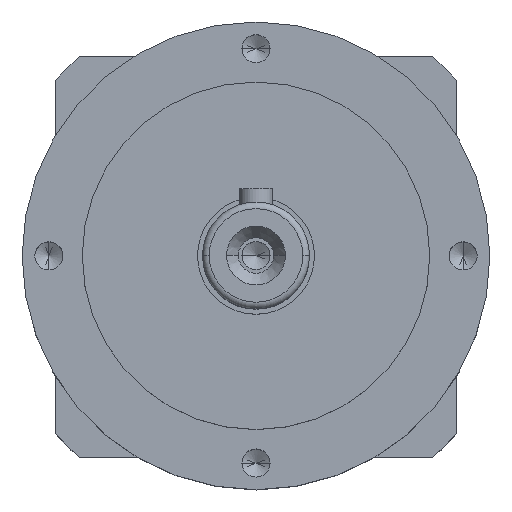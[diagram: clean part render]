
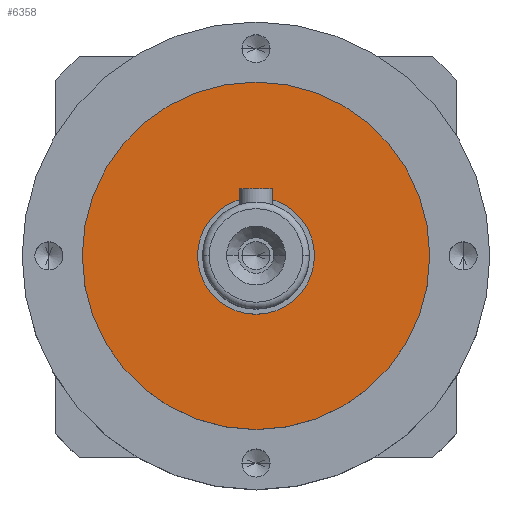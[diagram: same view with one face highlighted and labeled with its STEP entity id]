
A CAD part, top view. The second image highlights one B-rep face of the part: STEP entity #6358.
In plain terms, the highlighted planar face has unit normal (0, 0, 1).
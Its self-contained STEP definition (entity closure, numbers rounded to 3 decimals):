
#185 = ORIENTED_EDGE ( 'NONE', *, *, #318, .F. ) ;
#295 = CARTESIAN_POINT ( 'NONE',  ( 8.75, 0., 47. ) ) ;
#318 = EDGE_CURVE ( 'NONE', #4351, #3927, #5876, .T. ) ;
#762 = CARTESIAN_POINT ( 'NONE',  ( -26., 0., 47. ) ) ;
#873 = CARTESIAN_POINT ( 'NONE',  ( 26., 0., 47. ) ) ;
#1089 = ORIENTED_EDGE ( 'NONE', *, *, #2377, .T. ) ;
#1187 = DIRECTION ( 'NONE',  ( 0., 0., 1. ) ) ;
#1438 = EDGE_CURVE ( 'NONE', #3927, #4351, #3398, .T. ) ;
#1615 = FACE_OUTER_BOUND ( 'NONE', #5181, .T. ) ;
#1700 = DIRECTION ( 'NONE',  ( 1., 0., 0. ) ) ;
#1959 = ORIENTED_EDGE ( 'NONE', *, *, #1438, .F. ) ;
#2294 = VERTEX_POINT ( 'NONE', #873 ) ;
#2377 = EDGE_CURVE ( 'NONE', #3084, #2294, #6458, .T. ) ;
#2402 = DIRECTION ( 'NONE',  ( 1., 0., 0. ) ) ;
#2522 = CARTESIAN_POINT ( 'NONE',  ( -8.75, 0., 47. ) ) ;
#2825 = DIRECTION ( 'NONE',  ( 0., 0., 1. ) ) ;
#3076 = AXIS2_PLACEMENT_3D ( 'NONE', #7393, #7361, #1700 ) ;
#3084 = VERTEX_POINT ( 'NONE', #762 ) ;
#3093 = PLANE ( 'NONE',  #3416 ) ;
#3116 = DIRECTION ( 'NONE',  ( 0., 0., 1. ) ) ;
#3303 = CIRCLE ( 'NONE', #4639, 26. ) ;
#3398 = CIRCLE ( 'NONE', #7217, 8.75 ) ;
#3416 = AXIS2_PLACEMENT_3D ( 'NONE', #6631, #3116, #7226 ) ;
#3927 = VERTEX_POINT ( 'NONE', #295 ) ;
#4031 = CARTESIAN_POINT ( 'NONE',  ( 0., 0., 47. ) ) ;
#4351 = VERTEX_POINT ( 'NONE', #2522 ) ;
#4628 = CARTESIAN_POINT ( 'NONE',  ( 0., 0., 47. ) ) ;
#4639 = AXIS2_PLACEMENT_3D ( 'NONE', #4628, #1187, #5204 ) ;
#4828 = EDGE_CURVE ( 'NONE', #2294, #3084, #3303, .T. ) ;
#4911 = AXIS2_PLACEMENT_3D ( 'NONE', #4031, #2825, #2402 ) ;
#5117 = DIRECTION ( 'NONE',  ( 1., 0., 0. ) ) ;
#5181 = EDGE_LOOP ( 'NONE', ( #1089, #5699 ) ) ;
#5204 = DIRECTION ( 'NONE',  ( 1., 0., 0. ) ) ;
#5452 = EDGE_LOOP ( 'NONE', ( #185, #1959 ) ) ;
#5699 = ORIENTED_EDGE ( 'NONE', *, *, #4828, .T. ) ;
#5876 = CIRCLE ( 'NONE', #3076, 8.75 ) ;
#6201 = FACE_BOUND ( 'NONE', #5452, .T. ) ;
#6358 = ADVANCED_FACE ( 'NONE', ( #6201, #1615 ), #3093, .T. ) ;
#6458 = CIRCLE ( 'NONE', #4911, 26. ) ;
#6631 = CARTESIAN_POINT ( 'NONE',  ( 0., 0., 47. ) ) ;
#6820 = DIRECTION ( 'NONE',  ( 0., 0., 1. ) ) ;
#7217 = AXIS2_PLACEMENT_3D ( 'NONE', #7323, #6820, #5117 ) ;
#7226 = DIRECTION ( 'NONE',  ( 1., 0., 0. ) ) ;
#7323 = CARTESIAN_POINT ( 'NONE',  ( 0., 0., 47. ) ) ;
#7361 = DIRECTION ( 'NONE',  ( 0., 0., 1. ) ) ;
#7393 = CARTESIAN_POINT ( 'NONE',  ( 0., 0., 47. ) ) ;
